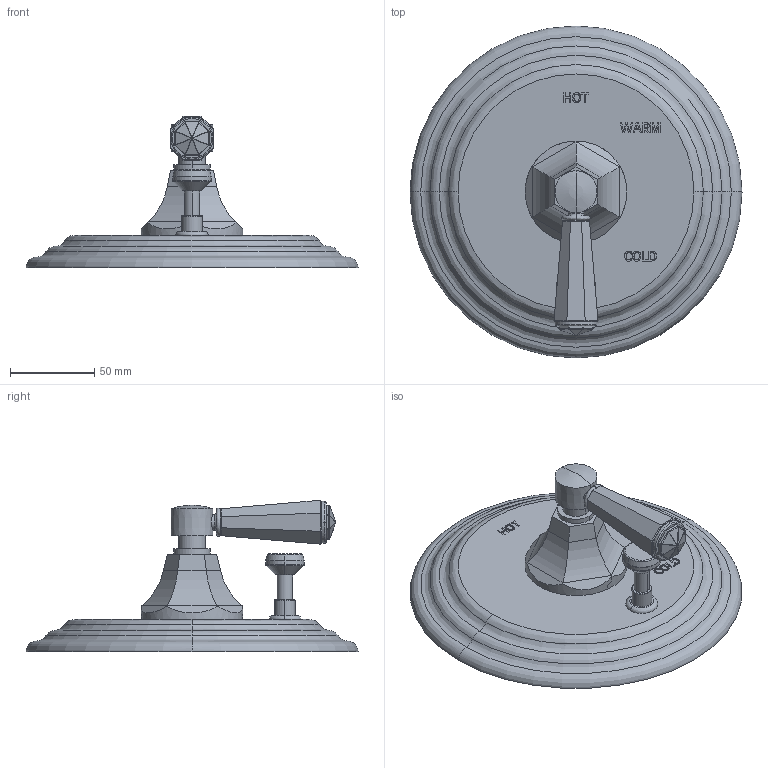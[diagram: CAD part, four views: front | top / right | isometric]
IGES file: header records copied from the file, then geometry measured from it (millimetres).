
Start section:  PTC IGES file: 5-1232bp.igs
Global section: file name: 5-1232bp.igs; native system: Creo Parametric by PTC Inc.; preprocessor: 2018400; author: jinson.thomas; organization: Unknown; date: 20210607.164329; units: inch
Bounding box: 196.85 x 196.85 x 89.85 mm (x, y, z)
Volume: 550772.3 mm3; surface area: 79045.7 mm2
Topology: 1 solids, 1 shells, 331 faces, 799 edges, 497 vertices
Faces by surface type: bspline 171, revolution 96, extrusion 64
